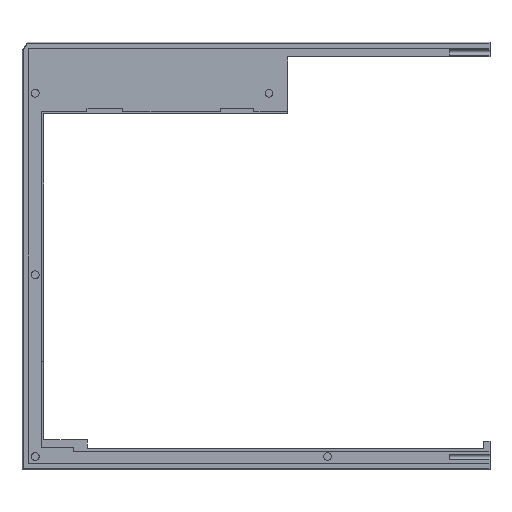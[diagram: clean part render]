
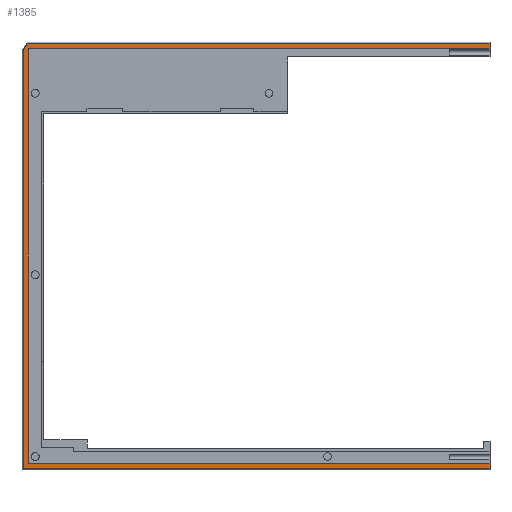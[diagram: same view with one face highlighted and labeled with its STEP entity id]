
A CAD part, front view. The second image highlights one B-rep face of the part: STEP entity #1385.
In plain terms, the highlighted planar face has unit normal (0, -1, 0).
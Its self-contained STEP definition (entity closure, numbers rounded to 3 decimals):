
#72=FACE_OUTER_BOUND('',#150,.T.);
#150=EDGE_LOOP('',(#1133,#1134,#1135,#1136,#1137,#1138,#1139,#1140,#1141));
#206=LINE('',#1906,#388);
#223=LINE('',#1945,#405);
#253=LINE('',#2004,#435);
#329=LINE('',#2169,#511);
#333=LINE('',#2177,#515);
#338=LINE('',#2187,#520);
#339=LINE('',#2189,#521);
#340=LINE('',#2190,#522);
#341=LINE('',#2191,#523);
#388=VECTOR('',#1541,10.);
#405=VECTOR('',#1564,10.);
#435=VECTOR('',#1608,10.);
#511=VECTOR('',#1754,10.);
#515=VECTOR('',#1760,10.);
#520=VECTOR('',#1767,10.);
#521=VECTOR('',#1768,10.);
#522=VECTOR('',#1769,10.);
#523=VECTOR('',#1770,10.);
#570=VERTEX_POINT('',#1903);
#571=VERTEX_POINT('',#1905);
#589=VERTEX_POINT('',#1942);
#590=VERTEX_POINT('',#1944);
#612=VERTEX_POINT('',#2002);
#666=VERTEX_POINT('',#2168);
#669=VERTEX_POINT('',#2176);
#673=VERTEX_POINT('',#2186);
#674=VERTEX_POINT('',#2188);
#700=EDGE_CURVE('',#571,#570,#206,.T.);
#719=EDGE_CURVE('',#590,#589,#223,.T.);
#749=EDGE_CURVE('',#612,#570,#253,.T.);
#832=EDGE_CURVE('',#590,#666,#329,.T.);
#836=EDGE_CURVE('',#666,#669,#333,.T.);
#841=EDGE_CURVE('',#589,#673,#338,.T.);
#842=EDGE_CURVE('',#673,#674,#339,.T.);
#843=EDGE_CURVE('',#674,#571,#340,.T.);
#844=EDGE_CURVE('',#669,#612,#341,.T.);
#1133=ORIENTED_EDGE('',*,*,#719,.T.);
#1134=ORIENTED_EDGE('',*,*,#841,.T.);
#1135=ORIENTED_EDGE('',*,*,#842,.T.);
#1136=ORIENTED_EDGE('',*,*,#843,.T.);
#1137=ORIENTED_EDGE('',*,*,#700,.T.);
#1138=ORIENTED_EDGE('',*,*,#749,.F.);
#1139=ORIENTED_EDGE('',*,*,#844,.F.);
#1140=ORIENTED_EDGE('',*,*,#836,.F.);
#1141=ORIENTED_EDGE('',*,*,#832,.F.);
#1317=PLANE('',#1490);
#1385=ADVANCED_FACE('',(#72),#1317,.T.);
#1490=AXIS2_PLACEMENT_3D('',#2185,#1765,#1766);
#1541=DIRECTION('',(0.,0.,1.));
#1564=DIRECTION('',(0.,0.,1.));
#1608=DIRECTION('',(1.,0.,0.));
#1754=DIRECTION('',(-1.,0.,0.));
#1760=DIRECTION('',(0.,0.,1.));
#1765=DIRECTION('center_axis',(0.,-1.,0.));
#1766=DIRECTION('ref_axis',(0.,0.,-1.));
#1767=DIRECTION('',(-1.,0.,0.));
#1768=DIRECTION('',(0.,0.,1.));
#1769=DIRECTION('',(1.,0.,0.));
#1770=DIRECTION('',(0.527,0.,0.85));
#1903=CARTESIAN_POINT('',(27.235,-1.,86.378));
#1905=CARTESIAN_POINT('',(27.235,-1.,84.378));
#1906=CARTESIAN_POINT('',(27.235,-1.,7.068));
#1942=CARTESIAN_POINT('',(27.235,-1.,-70.351));
#1944=CARTESIAN_POINT('',(27.235,-1.,-72.351));
#1945=CARTESIAN_POINT('',(27.235,-1.,7.068));
#2002=CARTESIAN_POINT('',(-145.32,-1.,86.378));
#2004=CARTESIAN_POINT('',(-71.465,-1.,86.378));
#2168=CARTESIAN_POINT('',(-146.965,-1.,-72.351));
#2169=CARTESIAN_POINT('',(80.335,-1.,-72.351));
#2176=CARTESIAN_POINT('',(-146.965,-1.,83.723));
#2177=CARTESIAN_POINT('',(-146.965,-1.,-32.869));
#2185=CARTESIAN_POINT('Origin',(4.435,-1.,7.013));
#2186=CARTESIAN_POINT('',(-144.965,-1.,-70.351));
#2187=CARTESIAN_POINT('',(153.835,-1.,-70.351));
#2188=CARTESIAN_POINT('',(-144.965,-1.,84.378));
#2189=CARTESIAN_POINT('',(-144.965,-1.,-70.351));
#2190=CARTESIAN_POINT('',(-144.965,-1.,84.378));
#2191=CARTESIAN_POINT('',(-153.474,-1.,73.22));
